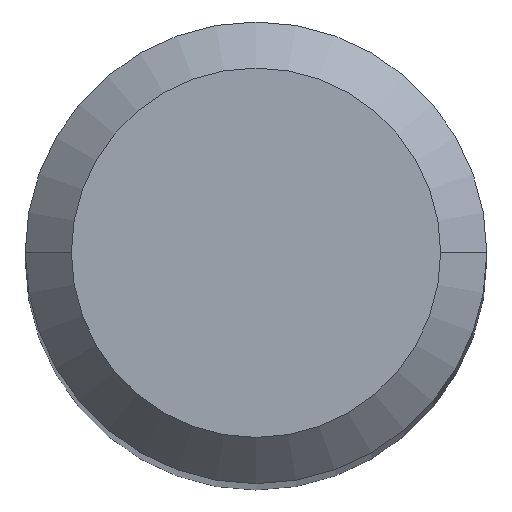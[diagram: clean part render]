
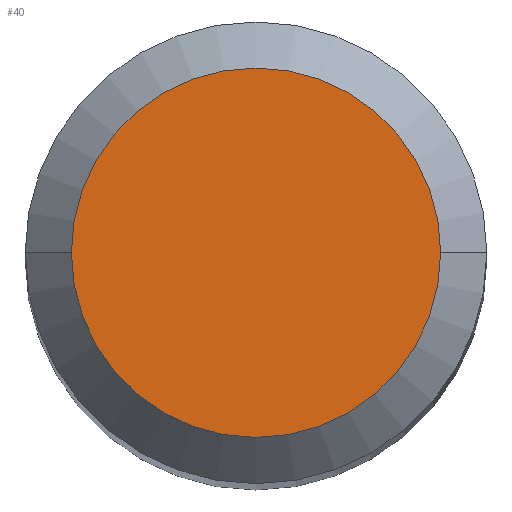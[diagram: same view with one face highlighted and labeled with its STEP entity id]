
A CAD part, top view. The second image highlights one B-rep face of the part: STEP entity #40.
In plain terms, the highlighted planar face has unit normal (0, 0, 1).
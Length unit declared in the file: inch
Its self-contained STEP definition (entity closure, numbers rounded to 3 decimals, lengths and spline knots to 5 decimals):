
#34 = ORIENTED_EDGE ( 'NONE', *, *, #246, .T. ) ;
#40 = ADVANCED_FACE ( 'NONE', ( #331 ), #477, .F. ) ;
#47 = EDGE_CURVE ( 'NONE', #440, #191, #363, .T. ) ;
#49 = DIRECTION ( 'NONE',  ( 0., 0., -1. ) ) ;
#60 = CARTESIAN_POINT ( 'NONE',  ( 0.05, 0., 0. ) ) ;
#91 = ORIENTED_EDGE ( 'NONE', *, *, #47, .T. ) ;
#104 = AXIS2_PLACEMENT_3D ( 'NONE', #196, #263, #270 ) ;
#165 = CARTESIAN_POINT ( 'NONE',  ( 0., 0., 0. ) ) ;
#191 = VERTEX_POINT ( 'NONE', #330 ) ;
#196 = CARTESIAN_POINT ( 'NONE',  ( 0., 0., 0. ) ) ;
#199 = AXIS2_PLACEMENT_3D ( 'NONE', #165, #325, #469 ) ;
#206 = DIRECTION ( 'NONE',  ( -1., 0., 0. ) ) ;
#216 = CIRCLE ( 'NONE', #104, 0.05 ) ;
#246 = EDGE_CURVE ( 'NONE', #191, #440, #216, .T. ) ;
#263 = DIRECTION ( 'NONE',  ( 0., 0., 1. ) ) ;
#270 = DIRECTION ( 'NONE',  ( 1., 0., 0. ) ) ;
#289 = CARTESIAN_POINT ( 'NONE',  ( 0., 0., 0. ) ) ;
#325 = DIRECTION ( 'NONE',  ( 0., 0., 1. ) ) ;
#330 = CARTESIAN_POINT ( 'NONE',  ( -0.05, 0., 0. ) ) ;
#331 = FACE_OUTER_BOUND ( 'NONE', #346, .T. ) ;
#346 = EDGE_LOOP ( 'NONE', ( #34, #91 ) ) ;
#363 = CIRCLE ( 'NONE', #199, 0.05 ) ;
#364 = AXIS2_PLACEMENT_3D ( 'NONE', #289, #49, #206 ) ;
#440 = VERTEX_POINT ( 'NONE', #60 ) ;
#469 = DIRECTION ( 'NONE',  ( 1., 0., 0. ) ) ;
#477 = PLANE ( 'NONE',  #364 ) ;
